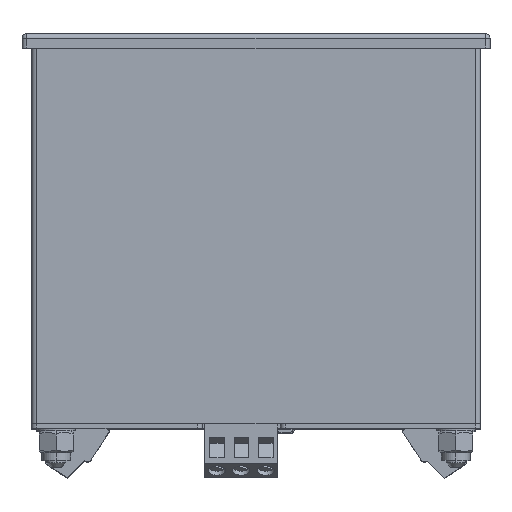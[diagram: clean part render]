
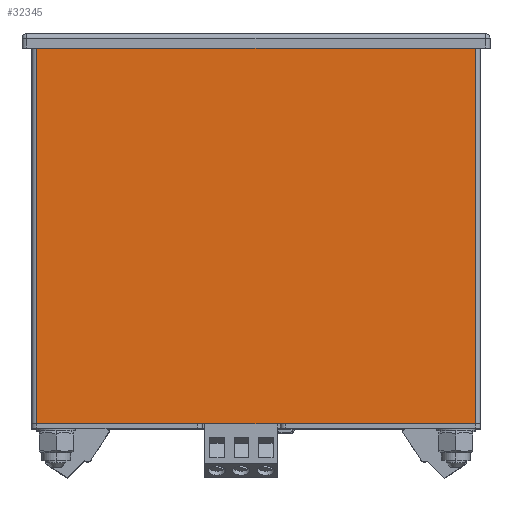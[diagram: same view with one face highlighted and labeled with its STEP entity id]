
A CAD part, top view. The second image highlights one B-rep face of the part: STEP entity #32345.
In plain terms, the highlighted planar face has unit normal (0, 0, 1).
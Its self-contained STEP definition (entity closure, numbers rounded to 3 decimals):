
#32228=CARTESIAN_POINT('',(45.,0.,46.));
#32229=VERTEX_POINT('',#32228);
#32230=CARTESIAN_POINT('',(-45.,0.,46.));
#32231=VERTEX_POINT('',#32230);
#32232=CARTESIAN_POINT('',(45.,0.,46.));
#32233=DIRECTION('',(-1.,0.,0.));
#32234=VECTOR('',#32233,90.);
#32235=LINE('',#32232,#32234);
#32236=EDGE_CURVE('',#32229,#32231,#32235,.T.);
#32315=CARTESIAN_POINT('',(46.,-77.,46.));
#32316=DIRECTION('',(0.,0.,-1.));
#32317=DIRECTION('',(-1.,0.,0.));
#32318=AXIS2_PLACEMENT_3D('',#32315,#32316,#32317);
#32319=PLANE('',#32318);
#32320=CARTESIAN_POINT('',(45.,-77.,46.));
#32321=VERTEX_POINT('',#32320);
#32322=CARTESIAN_POINT('',(-45.,-77.,46.));
#32323=VERTEX_POINT('',#32322);
#32324=CARTESIAN_POINT('',(45.,-77.,46.));
#32325=DIRECTION('',(-1.,0.,0.));
#32326=VECTOR('',#32325,90.);
#32327=LINE('',#32324,#32326);
#32328=EDGE_CURVE('',#32321,#32323,#32327,.T.);
#32329=ORIENTED_EDGE('',*,*,#32328,.F.);
#32330=CARTESIAN_POINT('',(45.,-77.,46.));
#32331=DIRECTION('',(0.,1.,0.));
#32332=VECTOR('',#32331,77.);
#32333=LINE('',#32330,#32332);
#32334=EDGE_CURVE('',#32321,#32229,#32333,.T.);
#32335=ORIENTED_EDGE('',*,*,#32334,.T.);
#32336=ORIENTED_EDGE('',*,*,#32236,.T.);
#32337=CARTESIAN_POINT('',(-45.,0.,46.));
#32338=DIRECTION('',(-0.,-1.,-0.));
#32339=VECTOR('',#32338,77.);
#32340=LINE('',#32337,#32339);
#32341=EDGE_CURVE('',#32231,#32323,#32340,.T.);
#32342=ORIENTED_EDGE('',*,*,#32341,.T.);
#32343=EDGE_LOOP('',(#32329,#32335,#32336,#32342));
#32344=FACE_BOUND('',#32343,.T.);
#32345=ADVANCED_FACE('',(#32344),#32319,.F.);
